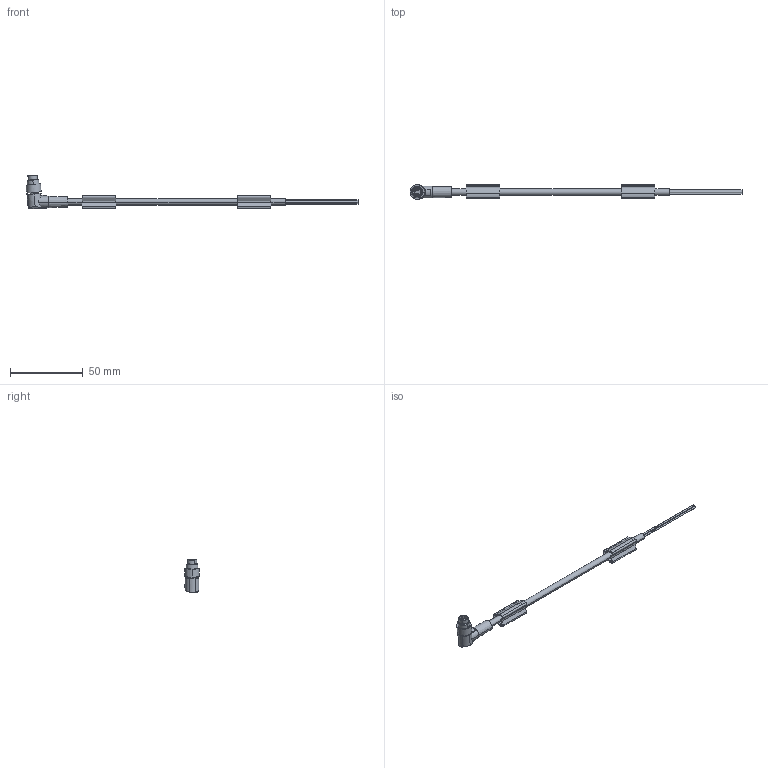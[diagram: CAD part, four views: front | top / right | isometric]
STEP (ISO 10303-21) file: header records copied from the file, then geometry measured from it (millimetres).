
FILE_DESCRIPTION(('SolidDesigner STEP Export'),'2;1');
FILE_NAME('1694156.stp','2009-09-16T11:43:28',(''),(''),'CoCreate Modeling STEP processor for AP214 (Solid Model)','CoCreate Modeling 16.00A 16-Aug-2008 (C) Parametric Technology GmbH','');
FILE_SCHEMA(('AUTOMOTIVE_DESIGN { 1 0 10303 214 1 1 1 1 }'));
Length unit declared in the file: millimetre
Products named in the file (2): 1694156
Assembly tree (1 placements, depth 2):
  1694156
    1694156
Bounding box: 228.73 x 10.16 x 23.23 mm (x, y, z)
Volume: 5727.8 mm3; surface area: 7369.8 mm2
Topology: 3 solids, 3 shells, 229 faces, 607 edges, 399 vertices
Faces by surface type: cylinder 127, plane 69, extrusion 15, cone 10, torus 8
Entity records: 10181 total; most frequent: CARTESIAN_POINT 3937, ORIENTED_EDGE 1222, DIRECTION 1032, EDGE_CURVE 607, VERTEX_POINT 399, AXIS2_PLACEMENT_3D 372, VECTOR 288, LINE 268
